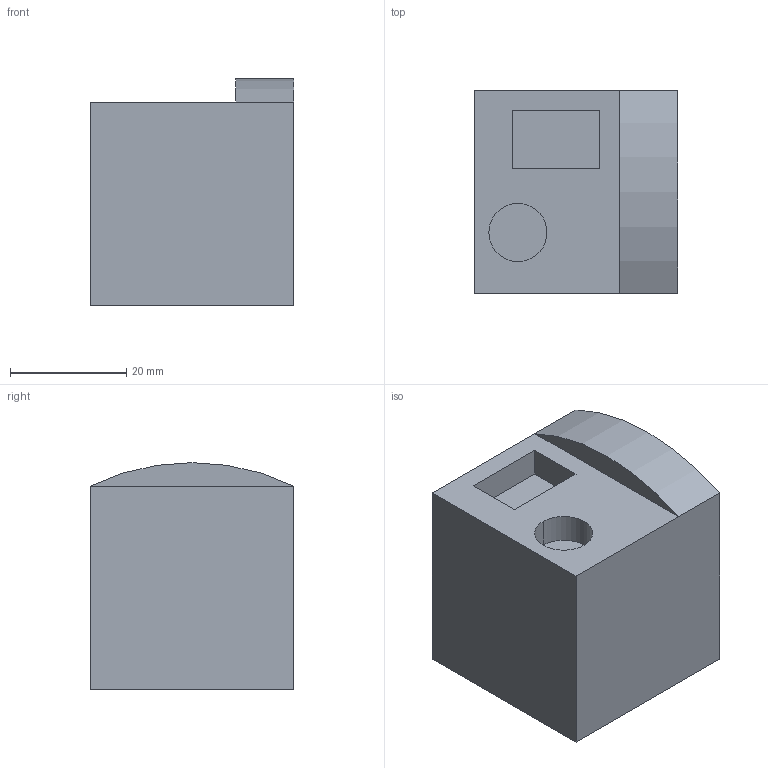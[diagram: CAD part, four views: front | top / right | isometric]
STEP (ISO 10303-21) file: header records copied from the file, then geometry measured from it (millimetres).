
FILE_DESCRIPTION((''),'2;1');
FILE_NAME('VAL41','2022-03-08T17:01:49',('win'),(''),'CREO PARAMETRIC BY PTC INC, 2018050','CREO PARAMETRIC BY PTC INC, 2018050','');
FILE_SCHEMA(('CONFIG_CONTROL_DESIGN'));
Length unit declared in the file: millimetre
Products named in the file (1): VAL41
Bounding box: 35 x 35 x 39.03 mm (x, y, z)
Volume: 42682.8 mm3; surface area: 7959.4 mm2
Topology: 1 solids, 1 shells, 16 faces, 34 edges, 22 vertices
Faces by surface type: plane 13, cylinder 3
Entity records: 466 total; most frequent: DIRECTION 72, CARTESIAN_POINT 72, ORIENTED_EDGE 68, EDGE_CURVE 34, VECTOR 28, LINE 28, AXIS2_PLACEMENT_3D 22, VERTEX_POINT 22
